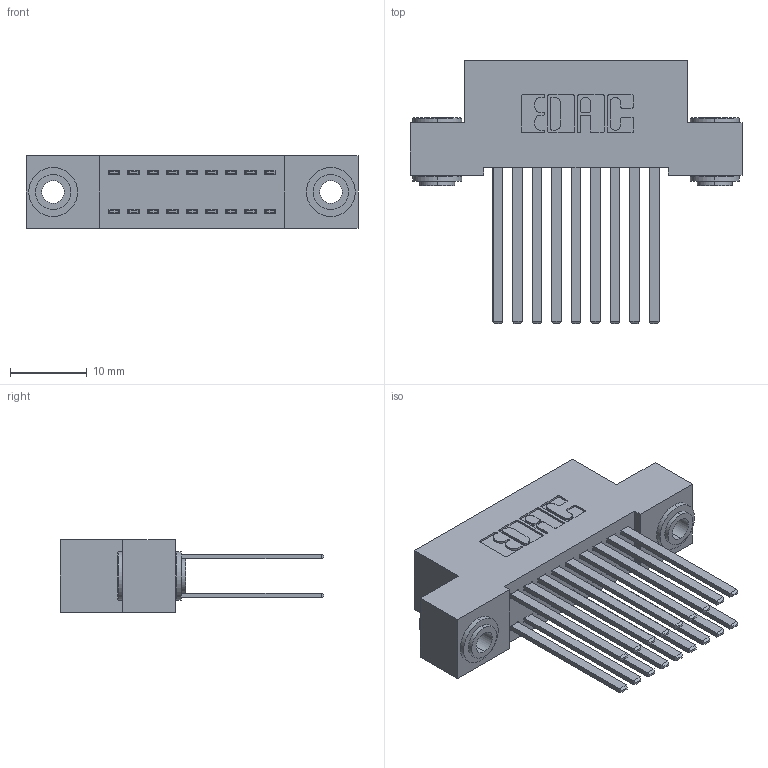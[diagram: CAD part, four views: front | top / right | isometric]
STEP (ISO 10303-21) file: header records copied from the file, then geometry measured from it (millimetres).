
FILE_DESCRIPTION (( 'STEP AP203' ), '1' );
FILE_NAME ('342-018-544-203.STEP', '2018-08-10T21:40:41', ( '' ), ( '' ), 'SwSTEP 2.0', 'SolidWorks 2016', '' );
FILE_SCHEMA (( 'CONFIG_CONTROL_DESIGN' ));
Length unit declared in the file: inch
Products named in the file (4): 345-292-001_345-293-144; 342-250-002_345-250-002-102; 342-018-544-203; 342 Part_.156 TH
Assembly tree (21 placements, depth 2):
  342-018-544-203
    342 Part_.156 TH
    345-292-001_345-293-144  x18
    342-250-002_345-250-002-102  x2
Bounding box: 43.18 x 34.3 x 9.4 mm (x, y, z)
Volume: 3998.7 mm3; surface area: 6608.5 mm2
Topology: 21 solids, 21 shells, 976 faces, 2841 edges, 1866 vertices
Faces by surface type: plane 652, cylinder 316, cone 8
Entity records: 10392 total; most frequent: CARTESIAN_POINT 1733, ORIENTED_EDGE 1662, DIRECTION 1569, EDGE_CURVE 831, VECTOR 683, LINE 683, VERTEX_POINT 550, AXIS2_PLACEMENT_3D 443
